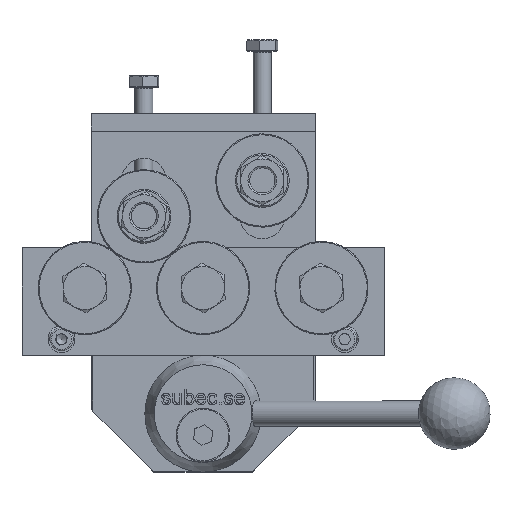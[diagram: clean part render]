
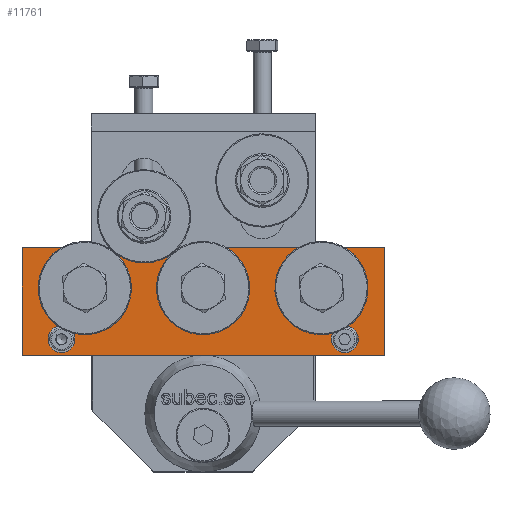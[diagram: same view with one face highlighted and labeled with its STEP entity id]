
A CAD part, top view. The second image highlights one B-rep face of the part: STEP entity #11761.
In plain terms, the highlighted planar face has unit normal (0, 0, 1).
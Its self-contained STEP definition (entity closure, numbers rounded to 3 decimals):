
#16 = VECTOR ( 'NONE', #10107, 1000. ) ;
#246 = DIRECTION ( 'NONE',  ( 0., -1., 0. ) ) ;
#690 = CARTESIAN_POINT ( 'NONE',  ( -101., 30., 40. ) ) ;
#825 = CARTESIAN_POINT ( 'NONE',  ( 79., 21., 40. ) ) ;
#858 = VERTEX_POINT ( 'NONE', #16710 ) ;
#903 = VERTEX_POINT ( 'NONE', #5942 ) ;
#1143 = AXIS2_PLACEMENT_3D ( 'NONE', #4852, #7659, #14194 ) ;
#1557 = CIRCLE ( 'NONE', #14489, 7.5 ) ;
#1604 = ORIENTED_EDGE ( 'NONE', *, *, #3502, .F. ) ;
#1831 = CARTESIAN_POINT ( 'NONE',  ( 101., 30., 40. ) ) ;
#1871 = CARTESIAN_POINT ( 'NONE',  ( 79., 13.5, 40. ) ) ;
#1924 = AXIS2_PLACEMENT_3D ( 'NONE', #16493, #13861, #8567 ) ;
#2014 = LINE ( 'NONE', #690, #16 ) ;
#2096 = CARTESIAN_POINT ( 'NONE',  ( -101., 30., 40. ) ) ;
#2202 = DIRECTION ( 'NONE',  ( 0., 0., -1. ) ) ;
#2375 = FACE_BOUND ( 'NONE', #9964, .T. ) ;
#2482 = AXIS2_PLACEMENT_3D ( 'NONE', #2962, #13701, #8318 ) ;
#2544 = EDGE_LOOP ( 'NONE', ( #4418 ) ) ;
#2846 = LINE ( 'NONE', #8201, #11204 ) ;
#2962 = CARTESIAN_POINT ( 'NONE',  ( -79., 21., 40. ) ) ;
#3153 = VERTEX_POINT ( 'NONE', #11524 ) ;
#3502 = EDGE_CURVE ( 'NONE', #8264, #8264, #1557, .T. ) ;
#3523 = PLANE ( 'NONE',  #4608 ) ;
#3772 = FACE_BOUND ( 'NONE', #9213, .T. ) ;
#4034 = CIRCLE ( 'NONE', #8541, 8.75 ) ;
#4238 = ORIENTED_EDGE ( 'NONE', *, *, #12749, .T. ) ;
#4325 = CARTESIAN_POINT ( 'NONE',  ( 66., 7.5, 40. ) ) ;
#4418 = ORIENTED_EDGE ( 'NONE', *, *, #15176, .F. ) ;
#4537 = LINE ( 'NONE', #1831, #7624 ) ;
#4608 = AXIS2_PLACEMENT_3D ( 'NONE', #15749, #2202, #11634 ) ;
#4645 = CARTESIAN_POINT ( 'NONE',  ( -79., 13.5, 40. ) ) ;
#4852 = CARTESIAN_POINT ( 'NONE',  ( 79., -21., 40. ) ) ;
#4933 = VERTEX_POINT ( 'NONE', #2096 ) ;
#4979 = CIRCLE ( 'NONE', #1924, 8.75 ) ;
#4996 = FACE_BOUND ( 'NONE', #6644, .T. ) ;
#5324 = CIRCLE ( 'NONE', #1143, 7.5 ) ;
#5721 = EDGE_LOOP ( 'NONE', ( #8175 ) ) ;
#5725 = CARTESIAN_POINT ( 'NONE',  ( 101., 30., 40. ) ) ;
#5934 = ORIENTED_EDGE ( 'NONE', *, *, #16254, .F. ) ;
#5942 = CARTESIAN_POINT ( 'NONE',  ( 101., -30., 40. ) ) ;
#6349 = DIRECTION ( 'NONE',  ( 0., 0., 1. ) ) ;
#6435 = DIRECTION ( 'NONE',  ( 0., -1., 0. ) ) ;
#6496 = FACE_BOUND ( 'NONE', #14708, .T. ) ;
#6644 = EDGE_LOOP ( 'NONE', ( #14896 ) ) ;
#6997 = CARTESIAN_POINT ( 'NONE',  ( -66., 7.5, 40. ) ) ;
#7467 = EDGE_CURVE ( 'NONE', #4933, #11061, #2014, .T. ) ;
#7624 = VECTOR ( 'NONE', #13702, 1000. ) ;
#7659 = DIRECTION ( 'NONE',  ( 0., 0., 1. ) ) ;
#7811 = CIRCLE ( 'NONE', #8392, 7.5 ) ;
#8175 = ORIENTED_EDGE ( 'NONE', *, *, #11009, .F. ) ;
#8201 = CARTESIAN_POINT ( 'NONE',  ( -101., -30., 40. ) ) ;
#8264 = VERTEX_POINT ( 'NONE', #1871 ) ;
#8318 = DIRECTION ( 'NONE',  ( 0., -1., 0. ) ) ;
#8392 = AXIS2_PLACEMENT_3D ( 'NONE', #14138, #15891, #9289 ) ;
#8541 = AXIS2_PLACEMENT_3D ( 'NONE', #4325, #16309, #9451 ) ;
#8567 = DIRECTION ( 'NONE',  ( 0., -1., 0. ) ) ;
#9144 = AXIS2_PLACEMENT_3D ( 'NONE', #6997, #12398, #246 ) ;
#9213 = EDGE_LOOP ( 'NONE', ( #14112 ) ) ;
#9283 = CARTESIAN_POINT ( 'NONE',  ( -101., -30., 40. ) ) ;
#9289 = DIRECTION ( 'NONE',  ( 0., -1., 0. ) ) ;
#9451 = DIRECTION ( 'NONE',  ( 0., -1., 0. ) ) ;
#9643 = EDGE_CURVE ( 'NONE', #15840, #15840, #14729, .T. ) ;
#9964 = EDGE_LOOP ( 'NONE', ( #1604 ) ) ;
#10107 = DIRECTION ( 'NONE',  ( 1., 0., 0. ) ) ;
#10116 = CARTESIAN_POINT ( 'NONE',  ( -101., 30., 40. ) ) ;
#10388 = FACE_OUTER_BOUND ( 'NONE', #15578, .T. ) ;
#10389 = VERTEX_POINT ( 'NONE', #14514 ) ;
#10565 = FACE_BOUND ( 'NONE', #14498, .T. ) ;
#10758 = ORIENTED_EDGE ( 'NONE', *, *, #17238, .F. ) ;
#10887 = VERTEX_POINT ( 'NONE', #9283 ) ;
#11009 = EDGE_CURVE ( 'NONE', #10389, #10389, #4034, .T. ) ;
#11061 = VERTEX_POINT ( 'NONE', #5725 ) ;
#11204 = VECTOR ( 'NONE', #17289, 1000. ) ;
#11524 = CARTESIAN_POINT ( 'NONE',  ( -79., -28.5, 40. ) ) ;
#11608 = VECTOR ( 'NONE', #15472, 1000. ) ;
#11634 = DIRECTION ( 'NONE',  ( 1., 0., 0. ) ) ;
#11761 = ADVANCED_FACE ( 'NONE', ( #4996, #15838, #17072, #6496, #3772, #10565, #2375, #10388 ), #3523, .F. ) ;
#12398 = DIRECTION ( 'NONE',  ( 0., 0., 1. ) ) ;
#12749 = EDGE_CURVE ( 'NONE', #4933, #10887, #15129, .T. ) ;
#13114 = EDGE_CURVE ( 'NONE', #11061, #903, #4537, .T. ) ;
#13701 = DIRECTION ( 'NONE',  ( 0., 0., 1. ) ) ;
#13702 = DIRECTION ( 'NONE',  ( 0., -1., 0. ) ) ;
#13861 = DIRECTION ( 'NONE',  ( 0., 0., 1. ) ) ;
#14085 = ORIENTED_EDGE ( 'NONE', *, *, #15018, .T. ) ;
#14112 = ORIENTED_EDGE ( 'NONE', *, *, #15719, .F. ) ;
#14138 = CARTESIAN_POINT ( 'NONE',  ( -79., -21., 40. ) ) ;
#14194 = DIRECTION ( 'NONE',  ( 0., -1., 0. ) ) ;
#14410 = ORIENTED_EDGE ( 'NONE', *, *, #7467, .F. ) ;
#14489 = AXIS2_PLACEMENT_3D ( 'NONE', #825, #6349, #6435 ) ;
#14498 = EDGE_LOOP ( 'NONE', ( #5934 ) ) ;
#14514 = CARTESIAN_POINT ( 'NONE',  ( 66., -1.25, 40. ) ) ;
#14708 = EDGE_LOOP ( 'NONE', ( #10758 ) ) ;
#14729 = CIRCLE ( 'NONE', #9144, 8.75 ) ;
#14842 = CIRCLE ( 'NONE', #2482, 7.5 ) ;
#14896 = ORIENTED_EDGE ( 'NONE', *, *, #9643, .F. ) ;
#14901 = ORIENTED_EDGE ( 'NONE', *, *, #13114, .F. ) ;
#15018 = EDGE_CURVE ( 'NONE', #10887, #903, #2846, .T. ) ;
#15129 = LINE ( 'NONE', #10116, #11608 ) ;
#15176 = EDGE_CURVE ( 'NONE', #858, #858, #4979, .T. ) ;
#15212 = VERTEX_POINT ( 'NONE', #4645 ) ;
#15472 = DIRECTION ( 'NONE',  ( 0., -1., 0. ) ) ;
#15578 = EDGE_LOOP ( 'NONE', ( #14085, #14901, #14410, #4238 ) ) ;
#15719 = EDGE_CURVE ( 'NONE', #15212, #15212, #14842, .T. ) ;
#15749 = CARTESIAN_POINT ( 'NONE',  ( -101., 30., 40. ) ) ;
#15815 = VERTEX_POINT ( 'NONE', #17135 ) ;
#15838 = FACE_BOUND ( 'NONE', #2544, .T. ) ;
#15840 = VERTEX_POINT ( 'NONE', #16099 ) ;
#15891 = DIRECTION ( 'NONE',  ( 0., 0., 1. ) ) ;
#16099 = CARTESIAN_POINT ( 'NONE',  ( -66., -1.25, 40. ) ) ;
#16254 = EDGE_CURVE ( 'NONE', #3153, #3153, #7811, .T. ) ;
#16309 = DIRECTION ( 'NONE',  ( 0., 0., 1. ) ) ;
#16493 = CARTESIAN_POINT ( 'NONE',  ( 0., 7.5, 40. ) ) ;
#16710 = CARTESIAN_POINT ( 'NONE',  ( 0., -1.25, 40. ) ) ;
#17072 = FACE_BOUND ( 'NONE', #5721, .T. ) ;
#17135 = CARTESIAN_POINT ( 'NONE',  ( 79., -28.5, 40. ) ) ;
#17238 = EDGE_CURVE ( 'NONE', #15815, #15815, #5324, .T. ) ;
#17289 = DIRECTION ( 'NONE',  ( 1., 0., 0. ) ) ;
